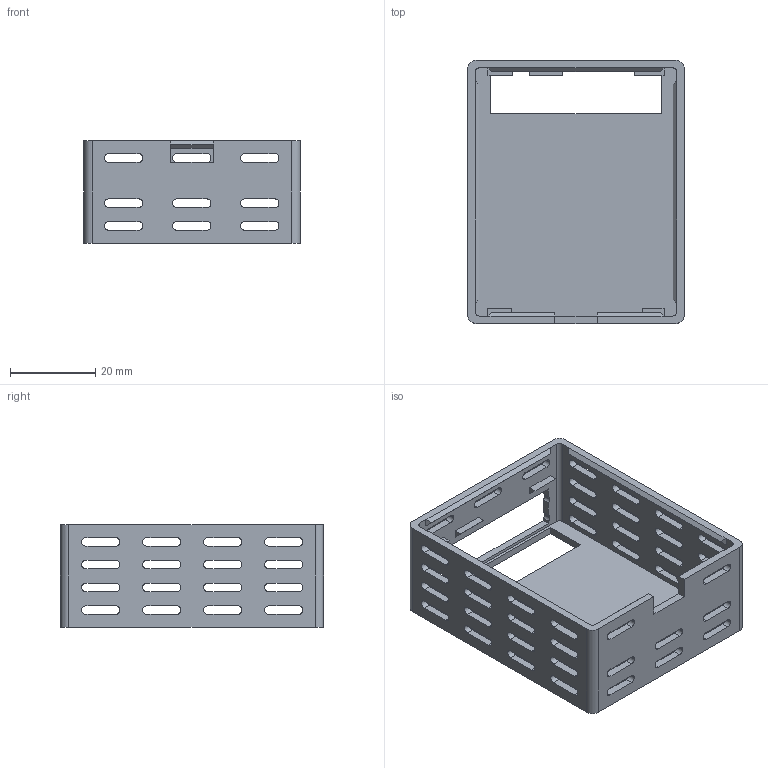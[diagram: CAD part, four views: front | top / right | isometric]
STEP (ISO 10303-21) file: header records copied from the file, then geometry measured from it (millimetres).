
FILE_DESCRIPTION(('Open CASCADE Model'),'2;1');
FILE_NAME('Open CASCADE Shape Model','2026-01-21T06:42:17',('Author'),( 'Open CASCADE'),'Open CASCADE STEP processor 7.9','Open CASCADE 7.9' ,'Unknown');
FILE_SCHEMA(('AUTOMOTIVE_DESIGN { 1 0 10303 214 1 1 1 1 }'));
Length unit declared in the file: millimetre
Products named in the file (1): Open CASCADE STEP translator 7.9 1
Bounding box: 50.9 x 61.88 x 24 mm (x, y, z)
Volume: 11357.4 mm3; surface area: 15234.3 mm2
Topology: 1 solids, 1 shells, 300 faces, 871 edges, 578 vertices
Faces by surface type: plane 176, cylinder 124
Entity records: 21722 total; most frequent: CARTESIAN_POINT 4264, DIRECTION 3281, LINE 2053, VECTOR 2053, ORIENTED_EDGE 1742, PCURVE 1742, DEFINITIONAL_REPRESENTATION 1742, EDGE_CURVE 871
